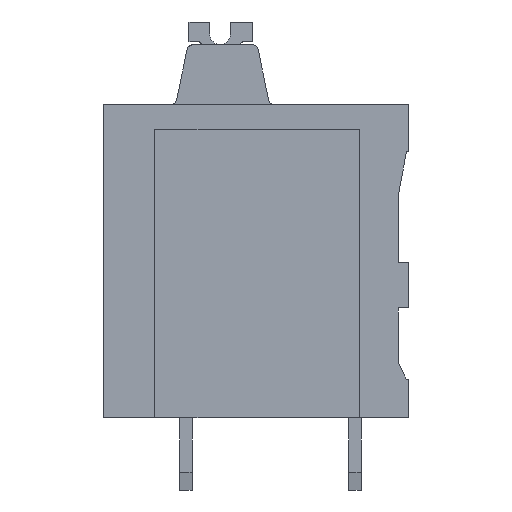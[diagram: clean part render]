
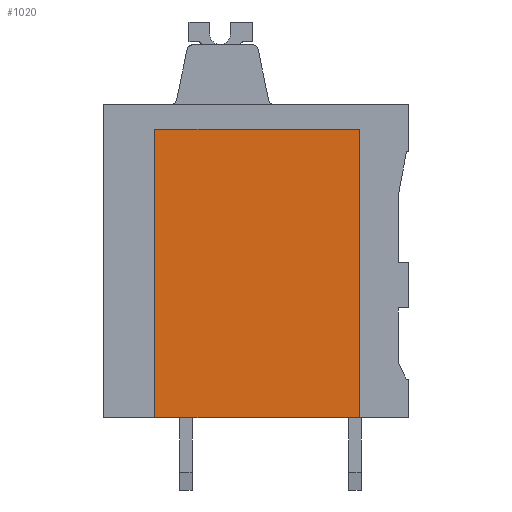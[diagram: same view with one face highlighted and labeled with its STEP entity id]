
A CAD part, left-side view. The second image highlights one B-rep face of the part: STEP entity #1020.
In plain terms, the highlighted planar face has unit normal (-1, 0, 0).
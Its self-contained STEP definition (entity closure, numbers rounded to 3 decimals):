
#1000=AXIS2_PLACEMENT_3D('Plane Axis2P3D',#997,#998,#999) ;
#329=CARTESIAN_POINT('Vertex',(1.1,2.4,3.5)) ;
#332=CARTESIAN_POINT('Line Origine',(1.1,7.35,3.5)) ;
#336=CARTESIAN_POINT('Vertex',(1.1,12.3,3.5)) ;
#982=CARTESIAN_POINT('Vertex',(1.1,2.4,17.5)) ;
#985=CARTESIAN_POINT('Line Origine',(1.1,2.4,10.5)) ;
#997=CARTESIAN_POINT('Axis2P3D Location',(1.1,-3.5,22.7)) ;
#1002=CARTESIAN_POINT('Line Origine',(1.1,7.35,17.5)) ;
#1006=CARTESIAN_POINT('Vertex',(1.1,12.3,17.5)) ;
#1009=CARTESIAN_POINT('Line Origine',(1.1,12.3,10.5)) ;
#333=DIRECTION('Vector Direction',(0.,1.,0.)) ;
#986=DIRECTION('Vector Direction',(0.,0.,-1.)) ;
#998=DIRECTION('Axis2P3D Direction',(-1.,0.,0.)) ;
#999=DIRECTION('Axis2P3D XDirection',(0.,0.,1.)) ;
#1003=DIRECTION('Vector Direction',(0.,1.,0.)) ;
#1010=DIRECTION('Vector Direction',(0.,0.,-1.)) ;
#334=VECTOR('Line Direction',#333,1.) ;
#987=VECTOR('Line Direction',#986,1.) ;
#1004=VECTOR('Line Direction',#1003,1.) ;
#1011=VECTOR('Line Direction',#1010,1.) ;
#1015=ORIENTED_EDGE('',*,*,#989,.F.) ;
#1016=ORIENTED_EDGE('',*,*,#1008,.T.) ;
#1017=ORIENTED_EDGE('',*,*,#1013,.T.) ;
#1018=ORIENTED_EDGE('',*,*,#338,.F.) ;
#1020=ADVANCED_FACE('housing left',(#1019),#1001,.T.) ;
#338=EDGE_CURVE('',#330,#337,#335,.T.) ;
#989=EDGE_CURVE('',#983,#330,#988,.T.) ;
#1008=EDGE_CURVE('',#983,#1007,#1005,.T.) ;
#1013=EDGE_CURVE('',#1007,#337,#1012,.T.) ;
#1014=EDGE_LOOP('',(#1015,#1016,#1017,#1018)) ;
#1019=FACE_OUTER_BOUND('',#1014,.T.) ;
#335=LINE('Line',#332,#334) ;
#988=LINE('Line',#985,#987) ;
#1005=LINE('Line',#1002,#1004) ;
#1012=LINE('Line',#1009,#1011) ;
#1001=PLANE('',#1000) ;
#330=VERTEX_POINT('',#329) ;
#337=VERTEX_POINT('',#336) ;
#983=VERTEX_POINT('',#982) ;
#1007=VERTEX_POINT('',#1006) ;
